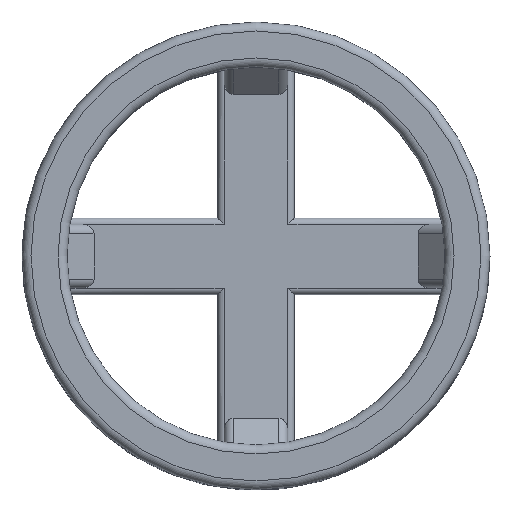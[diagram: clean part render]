
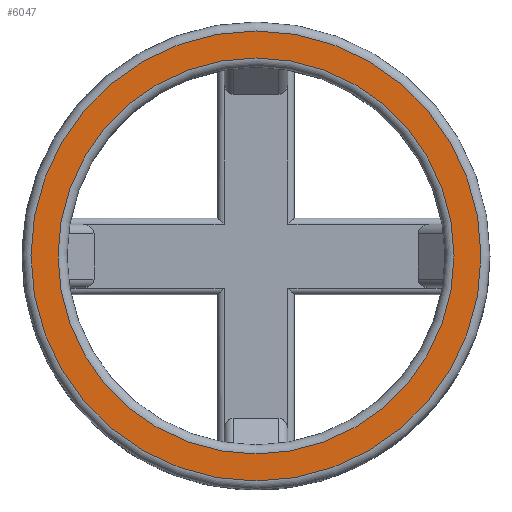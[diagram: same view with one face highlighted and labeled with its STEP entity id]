
A CAD part, top view. The second image highlights one B-rep face of the part: STEP entity #6047.
In plain terms, the highlighted planar face has unit normal (0, 0, 1).
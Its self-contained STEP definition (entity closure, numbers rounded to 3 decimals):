
#1121 = TOROIDAL_SURFACE('',#1122,22.,1.);
#1122 = AXIS2_PLACEMENT_3D('',#1123,#1124,#1125);
#1123 = CARTESIAN_POINT('',(0.,0.,21.));
#1124 = DIRECTION('',(0.,0.,1.));
#1125 = DIRECTION('',(1.,0.,-0.));
#4679 = VERTEX_POINT('',#4680);
#4680 = CARTESIAN_POINT('',(22.,0.,22.));
#4700 = EDGE_CURVE('',#4679,#4679,#4701,.T.);
#4701 = SURFACE_CURVE('',#4702,(#4707,#4714),.PCURVE_S1.);
#4702 = CIRCLE('',#4703,22.);
#4703 = AXIS2_PLACEMENT_3D('',#4704,#4705,#4706);
#4704 = CARTESIAN_POINT('',(0.,0.,22.));
#4705 = DIRECTION('',(0.,0.,1.));
#4706 = DIRECTION('',(1.,0.,-0.));
#4707 = PCURVE('',#1121,#4708);
#4708 = DEFINITIONAL_REPRESENTATION('',(#4709),#4713);
#4709 = LINE('',#4710,#4711);
#4710 = CARTESIAN_POINT('',(0.,1.571));
#4711 = VECTOR('',#4712,1.);
#4712 = DIRECTION('',(1.,0.));
#4713 = ( GEOMETRIC_REPRESENTATION_CONTEXT(2) 
PARAMETRIC_REPRESENTATION_CONTEXT() REPRESENTATION_CONTEXT('2D SPACE',''
  ) );
#4714 = PCURVE('',#4715,#4720);
#4715 = PLANE('',#4716);
#4716 = AXIS2_PLACEMENT_3D('',#4717,#4718,#4719);
#4717 = CARTESIAN_POINT('',(0.,0.,22.)
  );
#4718 = DIRECTION('',(0.,0.,1.));
#4719 = DIRECTION('',(1.,0.,-0.));
#4720 = DEFINITIONAL_REPRESENTATION('',(#4721),#4725);
#4721 = CIRCLE('',#4722,22.);
#4722 = AXIS2_PLACEMENT_2D('',#4723,#4724);
#4723 = CARTESIAN_POINT('',(0.,0.));
#4724 = DIRECTION('',(1.,0.));
#4725 = ( GEOMETRIC_REPRESENTATION_CONTEXT(2) 
PARAMETRIC_REPRESENTATION_CONTEXT() REPRESENTATION_CONTEXT('2D SPACE',''
  ) );
#6047 = ADVANCED_FACE('',(#6048,#6079),#4715,.T.);
#6048 = FACE_BOUND('',#6049,.T.);
#6049 = EDGE_LOOP('',(#6050));
#6050 = ORIENTED_EDGE('',*,*,#6051,.T.);
#6051 = EDGE_CURVE('',#6052,#6052,#6054,.T.);
#6052 = VERTEX_POINT('',#6053);
#6053 = CARTESIAN_POINT('',(25.,0.,22.));
#6054 = SURFACE_CURVE('',#6055,(#6060,#6067),.PCURVE_S1.);
#6055 = CIRCLE('',#6056,25.);
#6056 = AXIS2_PLACEMENT_3D('',#6057,#6058,#6059);
#6057 = CARTESIAN_POINT('',(0.,0.,22.));
#6058 = DIRECTION('',(0.,0.,1.));
#6059 = DIRECTION('',(1.,0.,-0.));
#6060 = PCURVE('',#4715,#6061);
#6061 = DEFINITIONAL_REPRESENTATION('',(#6062),#6066);
#6062 = CIRCLE('',#6063,25.);
#6063 = AXIS2_PLACEMENT_2D('',#6064,#6065);
#6064 = CARTESIAN_POINT('',(0.,0.));
#6065 = DIRECTION('',(1.,0.));
#6066 = ( GEOMETRIC_REPRESENTATION_CONTEXT(2) 
PARAMETRIC_REPRESENTATION_CONTEXT() REPRESENTATION_CONTEXT('2D SPACE',''
  ) );
#6067 = PCURVE('',#6068,#6073);
#6068 = TOROIDAL_SURFACE('',#6069,25.,1.);
#6069 = AXIS2_PLACEMENT_3D('',#6070,#6071,#6072);
#6070 = CARTESIAN_POINT('',(0.,0.,21.));
#6071 = DIRECTION('',(0.,0.,1.));
#6072 = DIRECTION('',(1.,0.,-0.));
#6073 = DEFINITIONAL_REPRESENTATION('',(#6074),#6078);
#6074 = LINE('',#6075,#6076);
#6075 = CARTESIAN_POINT('',(0.,1.571));
#6076 = VECTOR('',#6077,1.);
#6077 = DIRECTION('',(1.,0.));
#6078 = ( GEOMETRIC_REPRESENTATION_CONTEXT(2) 
PARAMETRIC_REPRESENTATION_CONTEXT() REPRESENTATION_CONTEXT('2D SPACE',''
  ) );
#6079 = FACE_BOUND('',#6080,.T.);
#6080 = EDGE_LOOP('',(#6081));
#6081 = ORIENTED_EDGE('',*,*,#4700,.F.);
